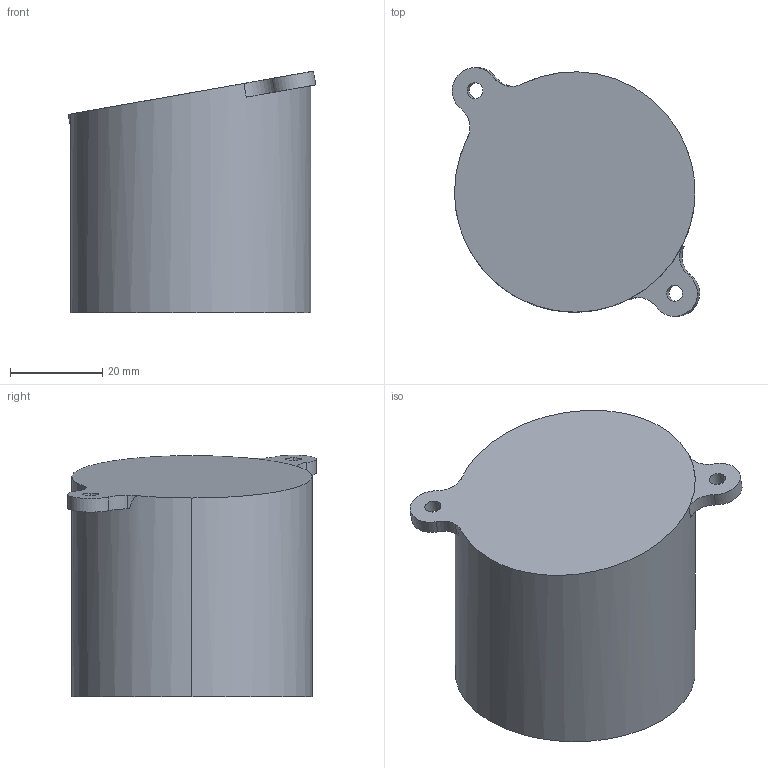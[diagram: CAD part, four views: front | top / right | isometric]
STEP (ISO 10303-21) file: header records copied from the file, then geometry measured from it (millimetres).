
FILE_DESCRIPTION (( 'STEP AP203' ), '1' );
FILE_NAME ('EL_0100_003_AA.STEP', '2018-11-09T09:56:36', ( '' ), ( '' ), 'SwSTEP 2.0', 'SolidWorks 2016', '' );
FILE_SCHEMA (( 'CONFIG_CONTROL_DESIGN' ));
Length unit declared in the file: millimetre
Products named in the file (1): EL_0100_003_AA
Bounding box: 53.54 x 53.81 x 52.26 mm (x, y, z)
Volume: 36889.9 mm3; surface area: 17967.7 mm2
Topology: 2 solids, 2 shells, 23 faces, 54 edges, 36 vertices
Faces by surface type: cylinder 16, plane 6, bspline 1
Entity records: 786 total; most frequent: CARTESIAN_POINT 165, DIRECTION 122, ORIENTED_EDGE 108, EDGE_CURVE 54, AXIS2_PLACEMENT_3D 53, VERTEX_POINT 36, CIRCLE 30, EDGE_LOOP 28
